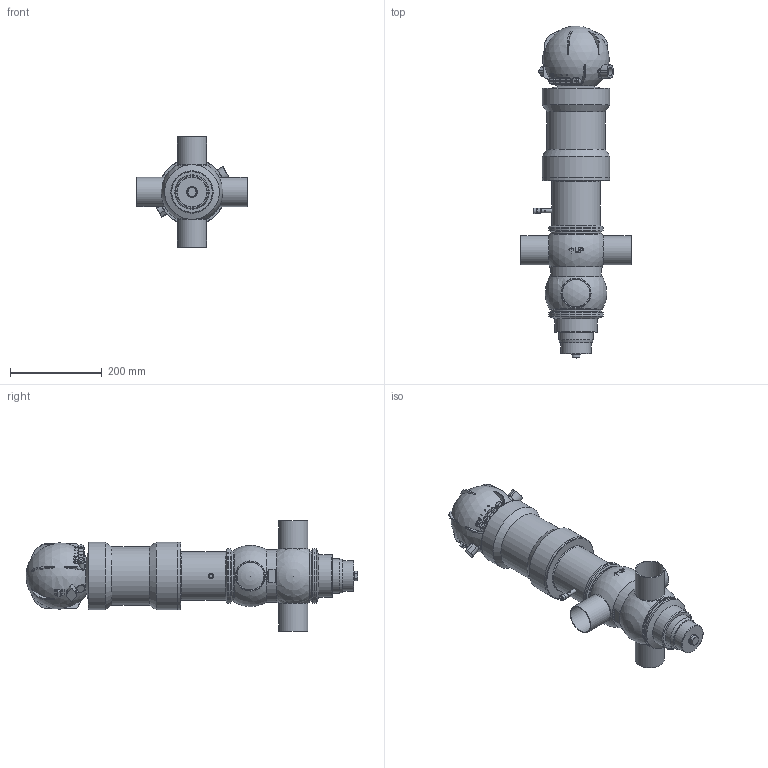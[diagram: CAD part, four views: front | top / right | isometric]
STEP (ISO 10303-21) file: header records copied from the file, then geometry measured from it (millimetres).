
FILE_DESCRIPTION(/* description */ ('B915PMO V.MIX DN63.5X1.65 4-90°TT SS EPD 316+PROX ESTERNO NC'),/* implementation_level */ '2;1');
FILE_NAME(/* name */ 'BC6ANX212BEAAAA-00^SAGOMA.step',/* time_stamp */ '2019-06-25T17:03:18+02:00',/* author */ ('marz-m'),/* organization */ (''),/* preprocessor_version */ 'ST-DEVELOPER v17',/* originating_system */ 'Autodesk Inventor 2018',/* authorisation */ '');
FILE_SCHEMA (('CONFIG_CONTROL_DESIGN'));
Length unit declared in the file: millimetre
Products named in the file (7): BC6ANX212BEAAAA; Cil108; ASSEMBL-B925-DN065; 3DAAGIOTAE005; TAPPO CORPO DN65; TSTDLL212BBA; RECLA97
Assembly tree (6 placements, depth 2):
  BC6ANX212BEAAAA
    Cil108
    ASSEMBL-B925-DN065
    3DAAGIOTAE005
    TAPPO CORPO DN65
    TSTDLL212BBA
    RECLA97
Bounding box: 240 x 721.8 x 240 mm (x, y, z)
Volume: 8254428.7 mm3; surface area: 519492.6 mm2
Topology: 6 solids, 6 shells, 507 faces, 1350 edges, 909 vertices
Faces by surface type: plane 322, cylinder 92, bspline 28, sphere 23, cone 21, torus 21
Full cylindrical faces by diameter (mm): 3 x1, 4 x1, 8 x5, 8.3 x1, 10.4 x1, 10.5 x1, 12 x1, 12.6 x1, 13 x3, 19 x1, 60.2 x4, 63.5 x4, 66 x1, 75 x1, 92 x1, 105 x1, 109 x2, 114 x1, 119 x4, 127 x1, 146 x3
Entity records: 17983 total; most frequent: CARTESIAN_POINT 4639, DIRECTION 2941, ORIENTED_EDGE 2682, EDGE_CURVE 1341, AXIS2_PLACEMENT_3D 1228, VERTEX_POINT 909, CIRCLE 730, EDGE_LOOP 572
